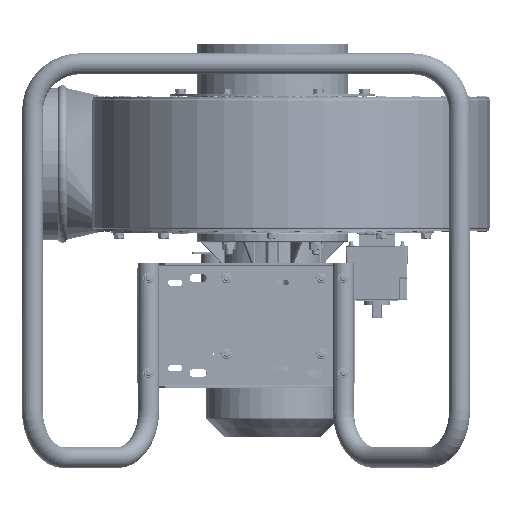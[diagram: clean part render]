
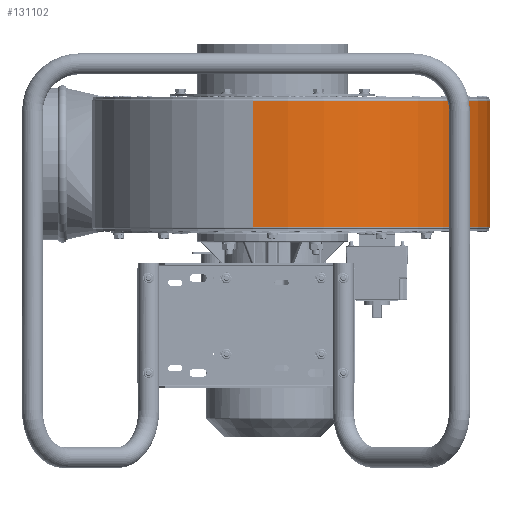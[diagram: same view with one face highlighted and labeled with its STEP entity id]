
A CAD part, front view. The second image highlights one B-rep face of the part: STEP entity #131102.
In plain terms, the highlighted cylindrical face has radius 218.7 mm (diameter 437.4 mm), a partial arc.
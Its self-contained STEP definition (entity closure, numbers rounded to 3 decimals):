
#14788=FACE_OUTER_BOUND('',#23122,.T.);
#23122=EDGE_LOOP('',(#112469,#112470,#112471,#112472));
#29994=CIRCLE('',#141199,218.7);
#30003=CIRCLE('',#141216,218.7);
#40100=LINE('',#229784,#50555);
#40101=LINE('',#229788,#50556);
#50555=VECTOR('',#170848,10.);
#50556=VECTOR('',#170853,10.);
#61810=VERTEX_POINT('',#229745);
#61812=VERTEX_POINT('',#229751);
#61820=VERTEX_POINT('',#229783);
#61821=VERTEX_POINT('',#229787);
#78870=EDGE_CURVE('',#61810,#61812,#29994,.T.);
#78885=EDGE_CURVE('',#61820,#61812,#40100,.T.);
#78887=EDGE_CURVE('',#61821,#61810,#40101,.T.);
#78888=EDGE_CURVE('',#61820,#61821,#30003,.T.);
#112469=ORIENTED_EDGE('',*,*,#78870,.F.);
#112470=ORIENTED_EDGE('',*,*,#78887,.F.);
#112471=ORIENTED_EDGE('',*,*,#78888,.F.);
#112472=ORIENTED_EDGE('',*,*,#78885,.T.);
#116965=CYLINDRICAL_SURFACE('',#141215,218.7);
#131102=ADVANCED_FACE('',(#14788),#116965,.T.);
#141199=AXIS2_PLACEMENT_3D('',#229755,#170811,#170812);
#141215=AXIS2_PLACEMENT_3D('',#229786,#170851,#170852);
#141216=AXIS2_PLACEMENT_3D('',#229789,#170854,#170855);
#170811=DIRECTION('center_axis',(0.,0.,
-1.));
#170812=DIRECTION('ref_axis',(0.655,-0.756,0.));
#170848=DIRECTION('',(0.,0.,-1.));
#170851=DIRECTION('center_axis',(0.,0.,
-1.));
#170852=DIRECTION('ref_axis',(0.143,0.99,0.));
#170853=DIRECTION('',(0.,0.,-1.));
#170854=DIRECTION('center_axis',(0.,0.,
1.));
#170855=DIRECTION('ref_axis',(0.655,-0.756,0.));
#229745=CARTESIAN_POINT('',(227.984,-16.751,-55.857));
#229751=CARTESIAN_POINT('',(-21.957,-233.209,-55.857));
#229755=CARTESIAN_POINT('Origin',(9.284,-16.751,-55.857));
#229783=CARTESIAN_POINT('',(-21.957,-233.209,77.393));
#229784=CARTESIAN_POINT('',(-21.957,-233.209,79.268));
#229786=CARTESIAN_POINT('Origin',(9.284,-16.751,10.768));
#229787=CARTESIAN_POINT('',(227.984,-16.751,77.393));
#229788=CARTESIAN_POINT('',(227.984,-16.751,79.268));
#229789=CARTESIAN_POINT('Origin',(9.284,-16.751,77.393));
